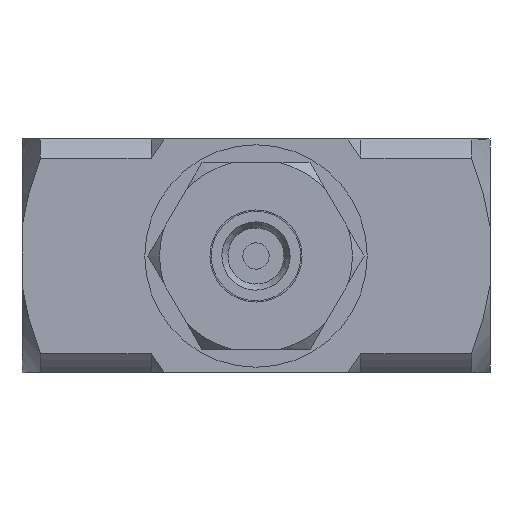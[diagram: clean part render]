
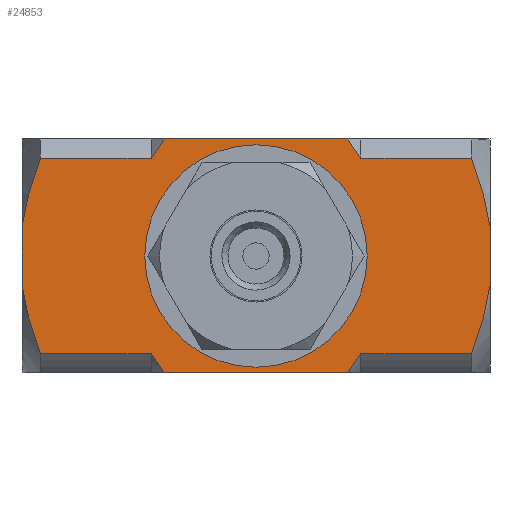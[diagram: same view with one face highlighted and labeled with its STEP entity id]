
A CAD part, front view. The second image highlights one B-rep face of the part: STEP entity #24853.
In plain terms, the highlighted planar face has unit normal (0, -1, 0).
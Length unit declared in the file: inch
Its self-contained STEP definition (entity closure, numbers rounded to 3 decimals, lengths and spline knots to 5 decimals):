
#631=FACE_BOUND('',#2405,.T.);
#805=CIRCLE('',#26326,0.297);
#930=(
BOUNDED_CURVE()
B_SPLINE_CURVE(2,(#32205,#32206,#32207),.UNSPECIFIED.,.F.,.F.)
B_SPLINE_CURVE_WITH_KNOTS((3,3),(0.93423,1.1413),
 .UNSPECIFIED.)
CURVE()
GEOMETRIC_REPRESENTATION_ITEM()
RATIONAL_B_SPLINE_CURVE((1.017,1.01,1.))
REPRESENTATION_ITEM('')
);
#931=(
BOUNDED_CURVE()
B_SPLINE_CURVE(2,(#32211,#32212,#32213),.UNSPECIFIED.,.F.,.F.)
B_SPLINE_CURVE_WITH_KNOTS((3,3),(0.,0.48194),.UNSPECIFIED.)
CURVE()
GEOMETRIC_REPRESENTATION_ITEM()
RATIONAL_B_SPLINE_CURVE((1.,1.033,1.))
REPRESENTATION_ITEM('')
);
#932=(
BOUNDED_CURVE()
B_SPLINE_CURVE(2,(#32217,#32218,#32219),.UNSPECIFIED.,.F.,.F.)
B_SPLINE_CURVE_WITH_KNOTS((3,3),(0.,0.48194),.UNSPECIFIED.)
CURVE()
GEOMETRIC_REPRESENTATION_ITEM()
RATIONAL_B_SPLINE_CURVE((1.,1.033,1.))
REPRESENTATION_ITEM('')
);
#933=(
BOUNDED_CURVE()
B_SPLINE_CURVE(2,(#32223,#32224,#32225),.UNSPECIFIED.,.F.,.F.)
B_SPLINE_CURVE_WITH_KNOTS((3,3),(0.,0.20739),.UNSPECIFIED.)
CURVE()
GEOMETRIC_REPRESENTATION_ITEM()
RATIONAL_B_SPLINE_CURVE((1.,1.01,1.017))
REPRESENTATION_ITEM('')
);
#934=(
BOUNDED_CURVE()
B_SPLINE_CURVE(2,(#32229,#32230,#32231),.UNSPECIFIED.,.F.,.F.)
B_SPLINE_CURVE_WITH_KNOTS((3,3),(0.93391,1.1413),
 .UNSPECIFIED.)
CURVE()
GEOMETRIC_REPRESENTATION_ITEM()
RATIONAL_B_SPLINE_CURVE((1.017,1.01,1.))
REPRESENTATION_ITEM('')
);
#935=(
BOUNDED_CURVE()
B_SPLINE_CURVE(2,(#32234,#32235,#32236),.UNSPECIFIED.,.F.,.F.)
B_SPLINE_CURVE_WITH_KNOTS((3,3),(0.,0.48194),.UNSPECIFIED.)
CURVE()
GEOMETRIC_REPRESENTATION_ITEM()
RATIONAL_B_SPLINE_CURVE((1.,1.033,1.))
REPRESENTATION_ITEM('')
);
#936=(
BOUNDED_CURVE()
B_SPLINE_CURVE(2,(#32238,#32239,#32240),.UNSPECIFIED.,.F.,.F.)
B_SPLINE_CURVE_WITH_KNOTS((3,3),(0.,0.48194),.UNSPECIFIED.)
CURVE()
GEOMETRIC_REPRESENTATION_ITEM()
RATIONAL_B_SPLINE_CURVE((1.,1.033,1.))
REPRESENTATION_ITEM('')
);
#937=(
BOUNDED_CURVE()
B_SPLINE_CURVE(2,(#32244,#32245,#32246),.UNSPECIFIED.,.F.,.F.)
B_SPLINE_CURVE_WITH_KNOTS((3,3),(0.,0.20707),.UNSPECIFIED.)
CURVE()
GEOMETRIC_REPRESENTATION_ITEM()
RATIONAL_B_SPLINE_CURVE((1.,1.01,1.017))
REPRESENTATION_ITEM('')
);
#982=FACE_OUTER_BOUND('',#2404,.T.);
#2404=EDGE_LOOP('',(#16496,#16497,#16498,#16499,#16500,#16501,#16502,#16503,
#16504,#16505,#16506,#16507,#16508,#16509,#16510,#16511));
#2405=EDGE_LOOP('',(#16512));
#4001=LINE('',#32172,#6590);
#4005=LINE('',#32209,#6594);
#4006=LINE('',#32215,#6595);
#4007=LINE('',#32221,#6596);
#4008=LINE('',#32227,#6597);
#4009=LINE('',#32233,#6598);
#4010=LINE('',#32242,#6599);
#4011=LINE('',#32247,#6600);
#6590=VECTOR('',#27405,0.3937);
#6594=VECTOR('',#27415,0.3937);
#6595=VECTOR('',#27416,0.3937);
#6596=VECTOR('',#27417,0.3937);
#6597=VECTOR('',#27418,0.3937);
#6598=VECTOR('',#27419,0.3937);
#6599=VECTOR('',#27420,0.3937);
#6600=VECTOR('',#27421,0.3937);
#10186=VERTEX_POINT('',#32160);
#10191=VERTEX_POINT('',#32170);
#10200=VERTEX_POINT('',#32203);
#10201=VERTEX_POINT('',#32204);
#10202=VERTEX_POINT('',#32208);
#10203=VERTEX_POINT('',#32210);
#10204=VERTEX_POINT('',#32214);
#10205=VERTEX_POINT('',#32216);
#10206=VERTEX_POINT('',#32220);
#10207=VERTEX_POINT('',#32222);
#10208=VERTEX_POINT('',#32226);
#10209=VERTEX_POINT('',#32228);
#10210=VERTEX_POINT('',#32232);
#10211=VERTEX_POINT('',#32237);
#10212=VERTEX_POINT('',#32241);
#10213=VERTEX_POINT('',#32243);
#10214=VERTEX_POINT('',#32248);
#12720=EDGE_CURVE('',#10191,#10186,#4001,.T.);
#12729=EDGE_CURVE('',#10200,#10201,#930,.T.);
#12730=EDGE_CURVE('',#10201,#10202,#4005,.T.);
#12731=EDGE_CURVE('',#10202,#10203,#931,.T.);
#12732=EDGE_CURVE('',#10204,#10203,#4006,.T.);
#12733=EDGE_CURVE('',#10204,#10205,#932,.T.);
#12734=EDGE_CURVE('',#10205,#10206,#4007,.T.);
#12735=EDGE_CURVE('',#10206,#10207,#933,.T.);
#12736=EDGE_CURVE('',#10208,#10207,#4008,.T.);
#12737=EDGE_CURVE('',#10208,#10209,#934,.T.);
#12738=EDGE_CURVE('',#10209,#10210,#4009,.T.);
#12739=EDGE_CURVE('',#10210,#10186,#935,.T.);
#12740=EDGE_CURVE('',#10191,#10211,#936,.T.);
#12741=EDGE_CURVE('',#10211,#10212,#4010,.T.);
#12742=EDGE_CURVE('',#10212,#10213,#937,.T.);
#12743=EDGE_CURVE('',#10200,#10213,#4011,.T.);
#12744=EDGE_CURVE('',#10214,#10214,#805,.T.);
#16496=ORIENTED_EDGE('',*,*,#12729,.T.);
#16497=ORIENTED_EDGE('',*,*,#12730,.T.);
#16498=ORIENTED_EDGE('',*,*,#12731,.T.);
#16499=ORIENTED_EDGE('',*,*,#12732,.F.);
#16500=ORIENTED_EDGE('',*,*,#12733,.T.);
#16501=ORIENTED_EDGE('',*,*,#12734,.T.);
#16502=ORIENTED_EDGE('',*,*,#12735,.T.);
#16503=ORIENTED_EDGE('',*,*,#12736,.F.);
#16504=ORIENTED_EDGE('',*,*,#12737,.T.);
#16505=ORIENTED_EDGE('',*,*,#12738,.T.);
#16506=ORIENTED_EDGE('',*,*,#12739,.T.);
#16507=ORIENTED_EDGE('',*,*,#12720,.F.);
#16508=ORIENTED_EDGE('',*,*,#12740,.T.);
#16509=ORIENTED_EDGE('',*,*,#12741,.T.);
#16510=ORIENTED_EDGE('',*,*,#12742,.T.);
#16511=ORIENTED_EDGE('',*,*,#12743,.F.);
#16512=ORIENTED_EDGE('',*,*,#12744,.T.);
#23992=PLANE('',#26325);
#24853=ADVANCED_FACE('',(#982,#631),#23992,.T.);
#26325=AXIS2_PLACEMENT_3D('',#32202,#27413,#27414);
#26326=AXIS2_PLACEMENT_3D('',#32249,#27422,#27423);
#27405=DIRECTION('',(0.,0.,1.));
#27413=DIRECTION('center_axis',(0.,-1.,0.));
#27414=DIRECTION('ref_axis',(0.,0.,-1.));
#27415=DIRECTION('',(1.,0.,0.));
#27416=DIRECTION('',(0.,0.,-1.));
#27417=DIRECTION('',(-1.,0.,0.));
#27418=DIRECTION('',(1.,0.,0.));
#27419=DIRECTION('',(-1.,0.,0.));
#27420=DIRECTION('',(1.,0.,0.));
#27421=DIRECTION('',(-1.,0.,0.));
#27422=DIRECTION('center_axis',(0.,1.,0.));
#27423=DIRECTION('ref_axis',(-1.,0.,0.));
#32160=CARTESIAN_POINT('',(-0.625,-0.3125,0.07776));
#32170=CARTESIAN_POINT('',(-0.625,-0.3125,-0.07785));
#32172=CARTESIAN_POINT('',(-0.625,-0.3125,-0.3125));
#32202=CARTESIAN_POINT('Origin',(0.,-0.3125,0.3125));
#32203=CARTESIAN_POINT('',(0.24512,-0.3125,-0.3125));
#32204=CARTESIAN_POINT('',(0.28,-0.3125,-0.26084));
#32205=CARTESIAN_POINT('Ctrl Pts',(0.24512,-0.3125,-0.3125));
#32206=CARTESIAN_POINT('Ctrl Pts',(0.26413,-0.3125,-0.28561));
#32207=CARTESIAN_POINT('Ctrl Pts',(0.28,-0.3125,-0.26084));
#32208=CARTESIAN_POINT('',(0.57593,-0.3125,-0.26084));
#32209=CARTESIAN_POINT('',(0.42796,-0.3125,-0.26084));
#32210=CARTESIAN_POINT('',(0.625,-0.3125,-0.07785));
#32211=CARTESIAN_POINT('Ctrl Pts',(0.57593,-0.3125,-0.26084));
#32212=CARTESIAN_POINT('Ctrl Pts',(0.61372,-0.3125,-0.15868));
#32213=CARTESIAN_POINT('Ctrl Pts',(0.625,-0.3125,-0.07785));
#32214=CARTESIAN_POINT('',(0.625,-0.3125,0.07776));
#32215=CARTESIAN_POINT('',(0.625,-0.3125,-0.3125));
#32216=CARTESIAN_POINT('',(0.57593,-0.3125,0.26076));
#32217=CARTESIAN_POINT('Ctrl Pts',(0.625,-0.3125,0.07776));
#32218=CARTESIAN_POINT('Ctrl Pts',(0.61372,-0.3125,0.15859));
#32219=CARTESIAN_POINT('Ctrl Pts',(0.57593,-0.3125,0.26076));
#32220=CARTESIAN_POINT('',(0.28,-0.3125,0.26076));
#32221=CARTESIAN_POINT('',(0.42796,-0.3125,0.26076));
#32222=CARTESIAN_POINT('',(0.24506,-0.3125,0.3125));
#32223=CARTESIAN_POINT('Ctrl Pts',(0.28,-0.3125,0.26076));
#32224=CARTESIAN_POINT('Ctrl Pts',(0.26411,-0.3125,0.28557));
#32225=CARTESIAN_POINT('Ctrl Pts',(0.24506,-0.3125,0.3125));
#32226=CARTESIAN_POINT('',(-0.24506,-0.3125,0.3125));
#32227=CARTESIAN_POINT('',(0.,-0.3125,0.3125));
#32228=CARTESIAN_POINT('',(-0.28,-0.3125,0.26076));
#32229=CARTESIAN_POINT('Ctrl Pts',(-0.24506,-0.3125,0.3125));
#32230=CARTESIAN_POINT('Ctrl Pts',(-0.26411,-0.3125,0.28557));
#32231=CARTESIAN_POINT('Ctrl Pts',(-0.28,-0.3125,0.26076));
#32232=CARTESIAN_POINT('',(-0.57593,-0.3125,0.26076));
#32233=CARTESIAN_POINT('',(-0.42796,-0.3125,0.26076));
#32234=CARTESIAN_POINT('Ctrl Pts',(-0.57593,-0.3125,0.26076));
#32235=CARTESIAN_POINT('Ctrl Pts',(-0.61372,-0.3125,0.15859));
#32236=CARTESIAN_POINT('Ctrl Pts',(-0.625,-0.3125,0.07776));
#32237=CARTESIAN_POINT('',(-0.57593,-0.3125,-0.26084));
#32238=CARTESIAN_POINT('Ctrl Pts',(-0.625,-0.3125,-0.07785));
#32239=CARTESIAN_POINT('Ctrl Pts',(-0.61372,-0.3125,-0.15868));
#32240=CARTESIAN_POINT('Ctrl Pts',(-0.57593,-0.3125,-0.26084));
#32241=CARTESIAN_POINT('',(-0.28,-0.3125,-0.26084));
#32242=CARTESIAN_POINT('',(-0.42796,-0.3125,-0.26084));
#32243=CARTESIAN_POINT('',(-0.24512,-0.3125,-0.3125));
#32244=CARTESIAN_POINT('Ctrl Pts',(-0.28,-0.3125,-0.26084));
#32245=CARTESIAN_POINT('Ctrl Pts',(-0.26413,-0.3125,-0.28561));
#32246=CARTESIAN_POINT('Ctrl Pts',(-0.24512,-0.3125,-0.3125));
#32247=CARTESIAN_POINT('',(0.,-0.3125,-0.3125));
#32248=CARTESIAN_POINT('',(0.297,-0.3125,0.));
#32249=CARTESIAN_POINT('Origin',(0.,-0.3125,0.));
